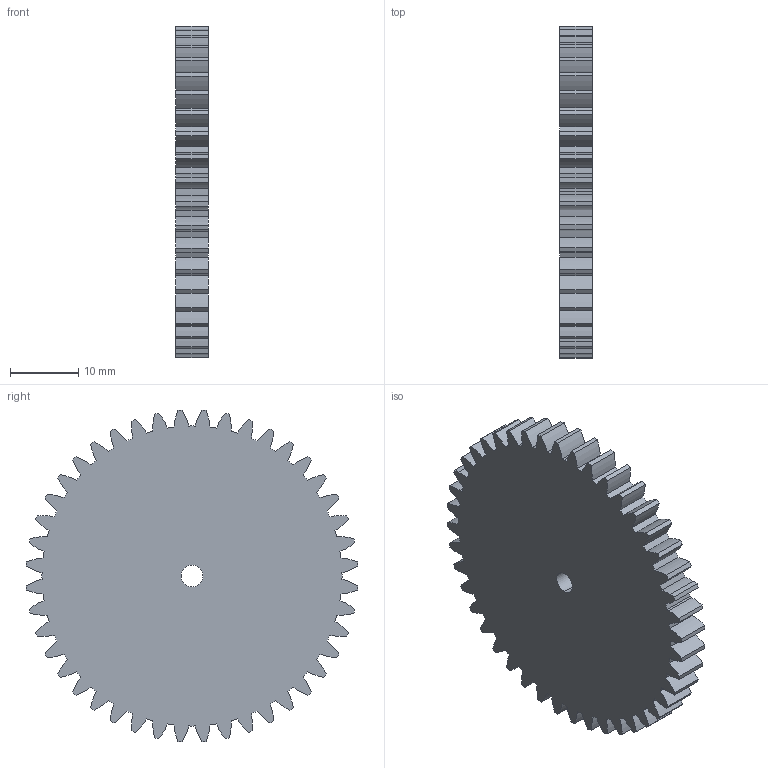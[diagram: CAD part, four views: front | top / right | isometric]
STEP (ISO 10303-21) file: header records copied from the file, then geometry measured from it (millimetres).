
FILE_DESCRIPTION (( 'STEP AP214' ), '1' );
FILE_NAME ('44T Odom Gear.STEP', '2024-09-25T01:16:49', ( '' ), ( '' ), 'SwSTEP 2.0', 'SolidWorks 2024', '' );
FILE_SCHEMA (( 'AUTOMOTIVE_DESIGN' ));
Length unit declared in the file: inch
Products named in the file (1): 44T Odom Gear
Bounding box: 4.76 x 48.6 x 48.6 mm (x, y, z)
Volume: 7946.6 mm3; surface area: 4781.1 mm2
Topology: 1 solids, 1 shells, 185 faces, 549 edges, 366 vertices
Faces by surface type: cylinder 183, plane 2
Entity records: 6460 total; most frequent: DIRECTION 1287, CARTESIAN_POINT 1101, ORIENTED_EDGE 1098, AXIS2_PLACEMENT_3D 552, EDGE_CURVE 549, CIRCLE 366, VERTEX_POINT 366, EDGE_LOOP 187
